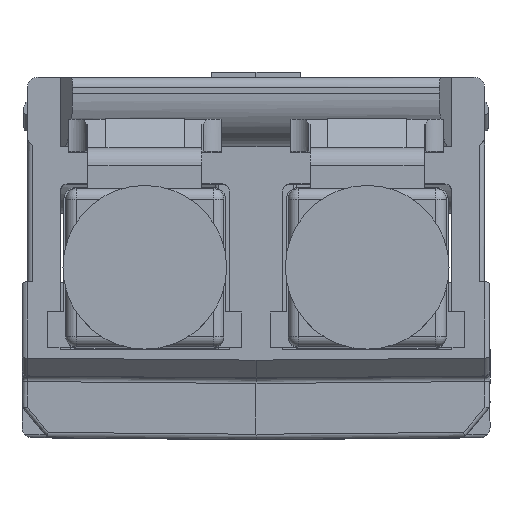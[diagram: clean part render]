
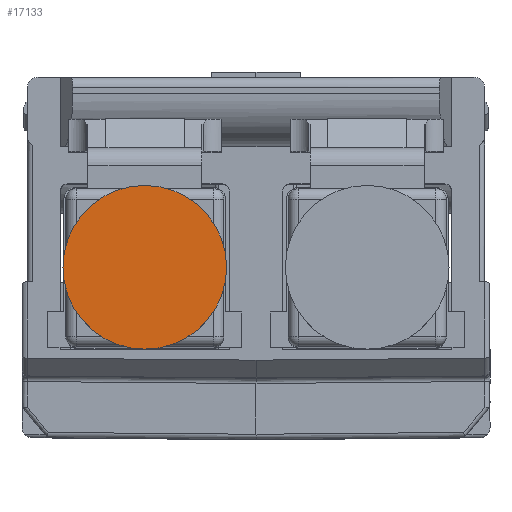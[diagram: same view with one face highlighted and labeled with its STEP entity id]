
A CAD part, top view. The second image highlights one B-rep face of the part: STEP entity #17133.
In plain terms, the highlighted planar face has unit normal (0, 0, 1).
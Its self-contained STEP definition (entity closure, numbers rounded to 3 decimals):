
#363 = DIRECTION ( 'NONE',  ( 0., 1., 0. ) ) ;
#2082 = PLANE ( 'NONE',  #32045 ) ;
#5992 = DIRECTION ( 'NONE',  ( 0., 0., 1. ) ) ;
#6412 = ORIENTED_EDGE ( 'NONE', *, *, #14061, .T. ) ;
#10805 = CIRCLE ( 'NONE', #43491, 2.3 ) ;
#14061 = EDGE_CURVE ( 'NONE', #22617, #14734, #45734, .T. ) ;
#14734 = VERTEX_POINT ( 'NONE', #27135 ) ;
#17133 = ADVANCED_FACE ( 'NONE', ( #43474 ), #2082, .T. ) ;
#19368 = CARTESIAN_POINT ( 'NONE',  ( -3.125, -0.025, 19.05 ) ) ;
#21439 = CARTESIAN_POINT ( 'NONE',  ( -3.125, -2.325, 19.05 ) ) ;
#22617 = VERTEX_POINT ( 'NONE', #21439 ) ;
#22886 = DIRECTION ( 'NONE',  ( 0., 0., 1. ) ) ;
#23194 = DIRECTION ( 'NONE',  ( 0., 1., 0. ) ) ;
#27135 = CARTESIAN_POINT ( 'NONE',  ( -3.125, 2.275, 19.05 ) ) ;
#28536 = CARTESIAN_POINT ( 'NONE',  ( -3.125, -0.025, 19.05 ) ) ;
#31691 = ORIENTED_EDGE ( 'NONE', *, *, #43510, .T. ) ;
#32045 = AXIS2_PLACEMENT_3D ( 'NONE', #28536, #5992, #32354 ) ;
#32354 = DIRECTION ( 'NONE',  ( 0., 1., 0. ) ) ;
#34396 = EDGE_LOOP ( 'NONE', ( #6412, #31691 ) ) ;
#43474 = FACE_OUTER_BOUND ( 'NONE', #34396, .T. ) ;
#43491 = AXIS2_PLACEMENT_3D ( 'NONE', #19368, #45738, #23194 ) ;
#43510 = EDGE_CURVE ( 'NONE', #14734, #22617, #10805, .T. ) ;
#45452 = CARTESIAN_POINT ( 'NONE',  ( -3.125, -0.025, 19.05 ) ) ;
#45734 = CIRCLE ( 'NONE', #46369, 2.3 ) ;
#45738 = DIRECTION ( 'NONE',  ( 0., 0., 1. ) ) ;
#46369 = AXIS2_PLACEMENT_3D ( 'NONE', #45452, #22886, #363 ) ;
